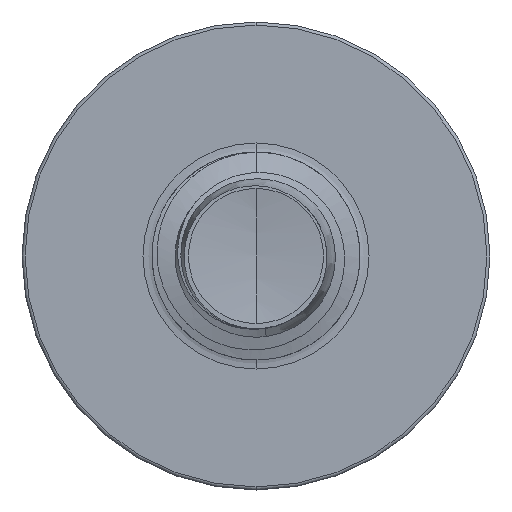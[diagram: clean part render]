
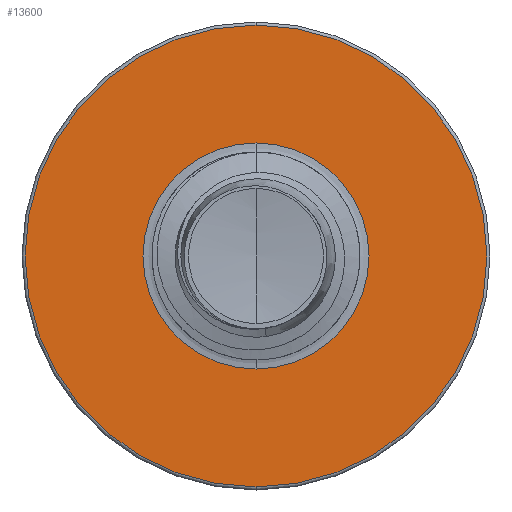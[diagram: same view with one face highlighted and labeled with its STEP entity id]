
A CAD part, front view. The second image highlights one B-rep face of the part: STEP entity #13600.
In plain terms, the highlighted planar face has unit normal (0, -1, 0).
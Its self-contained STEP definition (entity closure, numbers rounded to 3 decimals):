
#218 = AXIS2_PLACEMENT_3D ( 'NONE', #12026, #3892, #13413 ) ;
#244 = PLANE ( 'NONE',  #13644 ) ;
#639 = EDGE_CURVE ( 'NONE', #16498, #8582, #11201, .T. ) ;
#1436 = FACE_BOUND ( 'NONE', #17008, .T. ) ;
#2244 = CARTESIAN_POINT ( 'NONE',  ( 0., 6., 0. ) ) ;
#2274 = CIRCLE ( 'NONE', #4365, 4.44 ) ;
#3597 = DIRECTION ( 'NONE',  ( 0., 0., 1. ) ) ;
#3721 = AXIS2_PLACEMENT_3D ( 'NONE', #2244, #11715, #3597 ) ;
#3892 = DIRECTION ( 'NONE',  ( 0., 1., 0. ) ) ;
#4114 = DIRECTION ( 'NONE',  ( 0., 1., 0. ) ) ;
#4280 = DIRECTION ( 'NONE',  ( 0., 0., 1. ) ) ;
#4365 = AXIS2_PLACEMENT_3D ( 'NONE', #15190, #7002, #16575 ) ;
#4505 = EDGE_CURVE ( 'NONE', #8582, #16498, #15260, .T. ) ;
#4654 = EDGE_LOOP ( 'NONE', ( #12399, #6107 ) ) ;
#5312 = EDGE_CURVE ( 'NONE', #12255, #10143, #2274, .T. ) ;
#6107 = ORIENTED_EDGE ( 'NONE', *, *, #16542, .F. ) ;
#6754 = CARTESIAN_POINT ( 'NONE',  ( 0., 6., 4.44 ) ) ;
#7002 = DIRECTION ( 'NONE',  ( 0., 1., 0. ) ) ;
#7317 = ORIENTED_EDGE ( 'NONE', *, *, #4505, .T. ) ;
#8582 = VERTEX_POINT ( 'NONE', #14689 ) ;
#9672 = CARTESIAN_POINT ( 'NONE',  ( 0., 6., -2.174 ) ) ;
#10143 = VERTEX_POINT ( 'NONE', #16907 ) ;
#11201 = CIRCLE ( 'NONE', #12427, 2.174 ) ;
#11657 = CARTESIAN_POINT ( 'NONE',  ( 0., 6., -2.174 ) ) ;
#11715 = DIRECTION ( 'NONE',  ( 0., 1., 0. ) ) ;
#12026 = CARTESIAN_POINT ( 'NONE',  ( 0., 6., 0. ) ) ;
#12255 = VERTEX_POINT ( 'NONE', #6754 ) ;
#12259 = CARTESIAN_POINT ( 'NONE',  ( 0., 6., 0. ) ) ;
#12399 = ORIENTED_EDGE ( 'NONE', *, *, #5312, .F. ) ;
#12427 = AXIS2_PLACEMENT_3D ( 'NONE', #12259, #4114, #13642 ) ;
#12430 = DIRECTION ( 'NONE',  ( 0., 1., 0. ) ) ;
#13257 = ORIENTED_EDGE ( 'NONE', *, *, #639, .T. ) ;
#13413 = DIRECTION ( 'NONE',  ( 0., 0., 1. ) ) ;
#13600 = ADVANCED_FACE ( 'NONE', ( #15455, #1436 ), #244, .F. ) ;
#13642 = DIRECTION ( 'NONE',  ( 0., 0., 1. ) ) ;
#13644 = AXIS2_PLACEMENT_3D ( 'NONE', #9672, #12430, #4280 ) ;
#13731 = CIRCLE ( 'NONE', #3721, 4.44 ) ;
#14689 = CARTESIAN_POINT ( 'NONE',  ( 0., 6., 2.174 ) ) ;
#15190 = CARTESIAN_POINT ( 'NONE',  ( 0., 6., 0. ) ) ;
#15260 = CIRCLE ( 'NONE', #218, 2.174 ) ;
#15455 = FACE_OUTER_BOUND ( 'NONE', #4654, .T. ) ;
#16498 = VERTEX_POINT ( 'NONE', #11657 ) ;
#16542 = EDGE_CURVE ( 'NONE', #10143, #12255, #13731, .T. ) ;
#16575 = DIRECTION ( 'NONE',  ( 0., 0., 1. ) ) ;
#16907 = CARTESIAN_POINT ( 'NONE',  ( 0., 6., -4.44 ) ) ;
#17008 = EDGE_LOOP ( 'NONE', ( #7317, #13257 ) ) ;
